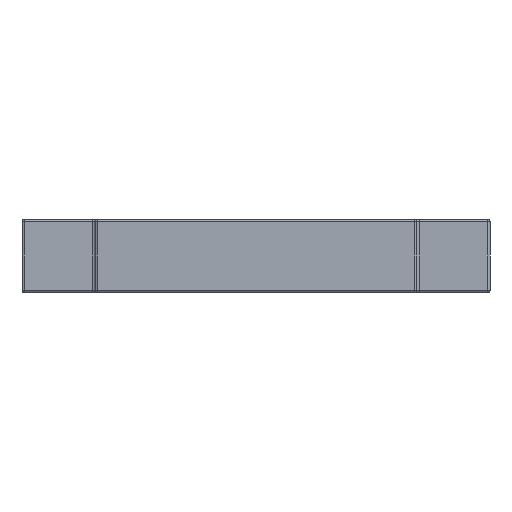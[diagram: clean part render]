
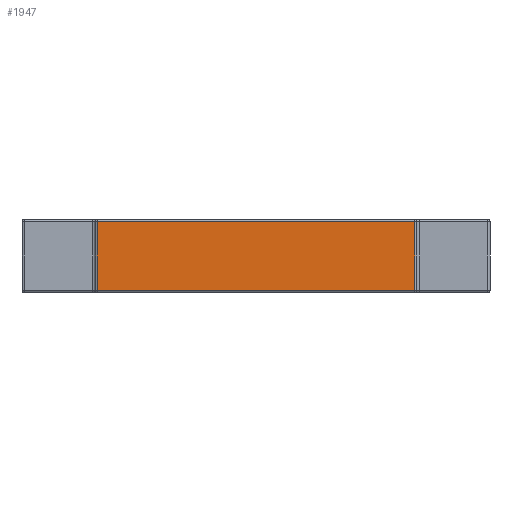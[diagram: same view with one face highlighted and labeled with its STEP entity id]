
A CAD part, left-side view. The second image highlights one B-rep face of the part: STEP entity #1947.
In plain terms, the highlighted planar face has unit normal (-1, 0, 0).
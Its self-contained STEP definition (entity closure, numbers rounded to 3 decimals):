
#344 = ORIENTED_EDGE ( 'NONE', *, *, #2946, .T. ) ;
#362 = VERTEX_POINT ( 'NONE', #1158 ) ;
#737 = DIRECTION ( 'NONE',  ( 0., -1., 0. ) ) ;
#742 = ORIENTED_EDGE ( 'NONE', *, *, #1550, .T. ) ;
#773 = VECTOR ( 'NONE', #1761, 1000. ) ;
#1158 = CARTESIAN_POINT ( 'NONE',  ( -16.5, 10.85, -2.35 ) ) ;
#1177 = VERTEX_POINT ( 'NONE', #2148 ) ;
#1479 = CARTESIAN_POINT ( 'NONE',  ( -16.5, 0., 2.35 ) ) ;
#1498 = CARTESIAN_POINT ( 'NONE',  ( -16.5, -10.85, 2.5 ) ) ;
#1550 = EDGE_CURVE ( 'NONE', #1659, #2588, #1556, .T. ) ;
#1556 = LINE ( 'NONE', #1498, #773 ) ;
#1603 = ORIENTED_EDGE ( 'NONE', *, *, #1904, .T. ) ;
#1635 = CARTESIAN_POINT ( 'NONE',  ( -16.5, -10.85, -2.35 ) ) ;
#1659 = VERTEX_POINT ( 'NONE', #1635 ) ;
#1696 = DIRECTION ( 'NONE',  ( -1., 0., 0. ) ) ;
#1761 = DIRECTION ( 'NONE',  ( 0., 0., 1. ) ) ;
#1828 = LINE ( 'NONE', #3726, #2806 ) ;
#1904 = EDGE_CURVE ( 'NONE', #1177, #362, #2325, .T. ) ;
#1947 = ADVANCED_FACE ( 'NONE', ( #3638 ), #3823, .T. ) ;
#2148 = CARTESIAN_POINT ( 'NONE',  ( -16.5, 10.85, 2.35 ) ) ;
#2149 = ORIENTED_EDGE ( 'NONE', *, *, #3755, .T. ) ;
#2297 = CARTESIAN_POINT ( 'NONE',  ( -16.5, 0., 2.5 ) ) ;
#2325 = LINE ( 'NONE', #2468, #2859 ) ;
#2468 = CARTESIAN_POINT ( 'NONE',  ( -16.5, 10.85, -2.5 ) ) ;
#2519 = DIRECTION ( 'NONE',  ( 0., 0., -1. ) ) ;
#2588 = VERTEX_POINT ( 'NONE', #3590 ) ;
#2611 = VECTOR ( 'NONE', #3349, 1000. ) ;
#2806 = VECTOR ( 'NONE', #737, 1000. ) ;
#2845 = EDGE_LOOP ( 'NONE', ( #2149, #742, #344, #1603 ) ) ;
#2859 = VECTOR ( 'NONE', #2519, 1000. ) ;
#2946 = EDGE_CURVE ( 'NONE', #2588, #1177, #3433, .T. ) ;
#3349 = DIRECTION ( 'NONE',  ( 0., 1., 0. ) ) ;
#3433 = LINE ( 'NONE', #1479, #2611 ) ;
#3561 = DIRECTION ( 'NONE',  ( 0., 0., 1. ) ) ;
#3582 = AXIS2_PLACEMENT_3D ( 'NONE', #2297, #1696, #3561 ) ;
#3590 = CARTESIAN_POINT ( 'NONE',  ( -16.5, -10.85, 2.35 ) ) ;
#3638 = FACE_OUTER_BOUND ( 'NONE', #2845, .T. ) ;
#3726 = CARTESIAN_POINT ( 'NONE',  ( -16.5, -11., -2.35 ) ) ;
#3755 = EDGE_CURVE ( 'NONE', #362, #1659, #1828, .T. ) ;
#3823 = PLANE ( 'NONE',  #3582 ) ;
